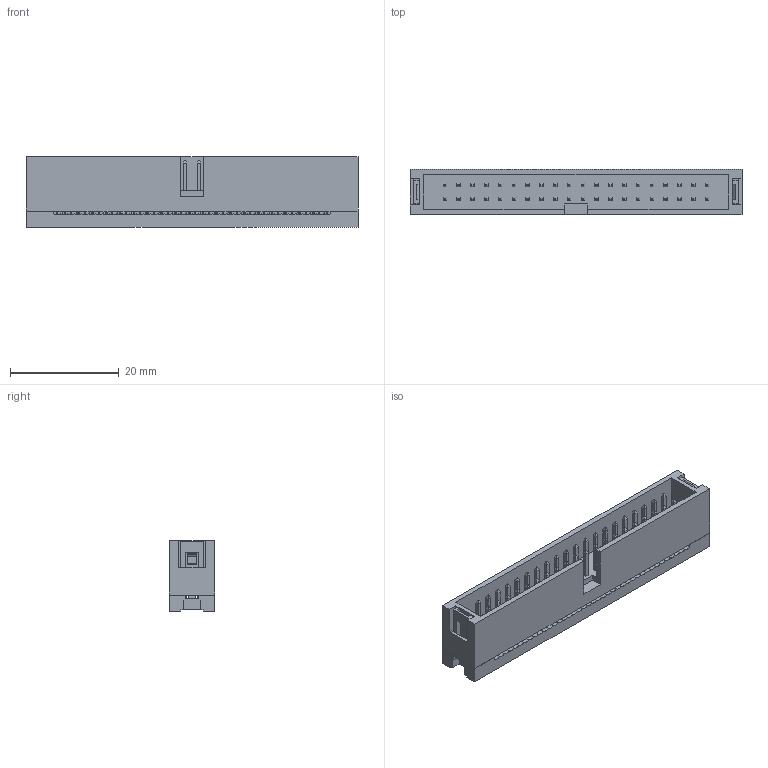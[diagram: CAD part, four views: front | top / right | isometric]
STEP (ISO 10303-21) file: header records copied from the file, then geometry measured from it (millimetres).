
FILE_DESCRIPTION( ( 'Unknown' ), '1' );
FILE_NAME( '61204025821.stp', 'Unknown', ( 'Unknown' ), ( 'Unknown' ), 'PSStep 14.0', 'Unknown', ' ' );
FILE_SCHEMA( ( 'AUTOMOTIVE_DESIGN { 1 0 10303 214 1 1 1 1 }' ) );
Length unit declared in the file: millimetre
Products named in the file (4): Assem1; 6120xx25821_PIN; 61204025821; 61204025821_PAD
Assembly tree (42 placements, depth 2):
  Assem1
    6120xx25821_PIN  x40
    61204025821
    61204025821_PAD
Bounding box: 61.1 x 8.4 x 13 mm (x, y, z)
Volume: 3939.9 mm3; surface area: 7279.1 mm2
Topology: 42 solids, 42 shells, 1680 faces, 4380 edges, 2784 vertices
Faces by surface type: plane 1480, cylinder 200
Entity records: 29335 total; most frequent: CARTESIAN_POINT 4207, ORIENTED_EDGE 4158, DIRECTION 3743, EDGE_CURVE 2079, LINE 1911, VECTOR 1911, VERTEX_POINT 1380, AXIS2_PLACEMENT_3D 916
